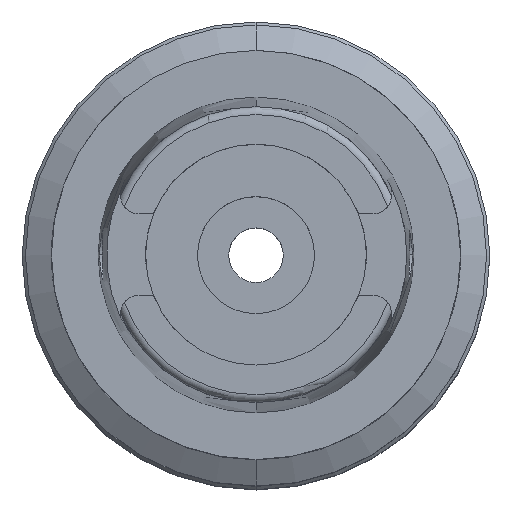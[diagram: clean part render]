
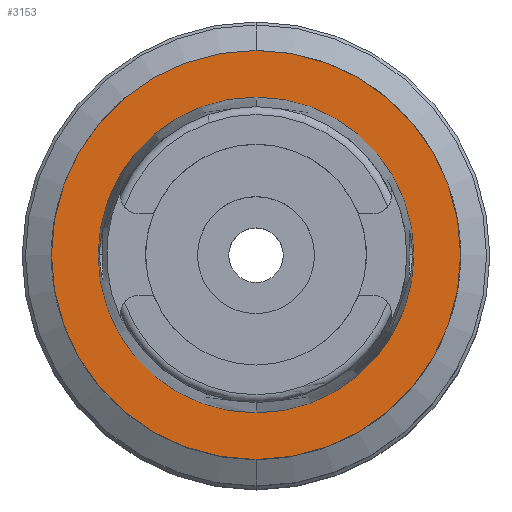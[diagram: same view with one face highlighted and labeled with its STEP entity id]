
A CAD part, top view. The second image highlights one B-rep face of the part: STEP entity #3153.
In plain terms, the highlighted planar face has unit normal (0, 0, 1).
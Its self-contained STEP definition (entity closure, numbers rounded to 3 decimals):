
#618=CARTESIAN_POINT('',(0.,0.,0.));
#619=DIRECTION('',(0.,0.,-1.));
#620=DIRECTION('',(0.,-1.,0.));
#621=AXIS2_PLACEMENT_3D('',#618,#619,#620);
#626=CARTESIAN_POINT('',(0.,0.,0.));
#627=DIRECTION('',(0.,0.,-1.));
#628=DIRECTION('',(0.,1.,0.));
#629=AXIS2_PLACEMENT_3D('',#626,#627,#628);
#634=CARTESIAN_POINT('',(0.,0.,0.));
#635=DIRECTION('',(0.,0.,1.));
#636=DIRECTION('',(0.,-1.,0.));
#637=AXIS2_PLACEMENT_3D('',#634,#635,#636);
#642=CARTESIAN_POINT('',(0.,0.,0.));
#643=DIRECTION('',(0.,0.,1.));
#644=DIRECTION('',(0.,1.,0.));
#645=AXIS2_PLACEMENT_3D('',#642,#643,#644);
#2481=CARTESIAN_POINT('',(0.,-24.315,0.));
#2482=VERTEX_POINT('',#2481);
#2483=CARTESIAN_POINT('',(0.,24.315,0.));
#2484=VERTEX_POINT('',#2483);
#2767=CARTESIAN_POINT('',(0.,31.5,0.));
#2768=VERTEX_POINT('',#2767);
#2769=CARTESIAN_POINT('',(0.,-31.5,0.));
#2770=VERTEX_POINT('',#2769);
#3138=CARTESIAN_POINT('',(0.,0.,0.));
#3139=DIRECTION('',(0.,0.,1.));
#3140=DIRECTION('',(0.,1.,0.));
#3141=AXIS2_PLACEMENT_3D('',#3138,#3139,#3140);
#3142=PLANE('',#3141);
#3144=ORIENTED_EDGE('',*,*,#3143,.T.);
#3146=ORIENTED_EDGE('',*,*,#3145,.T.);
#3147=EDGE_LOOP('',(#3144,#3146));
#3148=FACE_OUTER_BOUND('',#3147,.F.);
#3149=ORIENTED_EDGE('',*,*,#3096,.T.);
#3150=ORIENTED_EDGE('',*,*,#2889,.T.);
#3151=EDGE_LOOP('',(#3149,#3150));
#3152=FACE_BOUND('',#3151,.F.);
#622=CIRCLE('',#621,31.5);
#630=CIRCLE('',#629,31.5);
#638=CIRCLE('',#637,24.315);
#646=CIRCLE('',#645,24.315);
#2889=EDGE_CURVE('',#2484,#2482,#646,.T.);
#3096=EDGE_CURVE('',#2482,#2484,#638,.T.);
#3143=EDGE_CURVE('',#2770,#2768,#622,.T.);
#3145=EDGE_CURVE('',#2768,#2770,#630,.T.);
#3153=ADVANCED_FACE('',(#3148,#3152),#3142,.T.);
